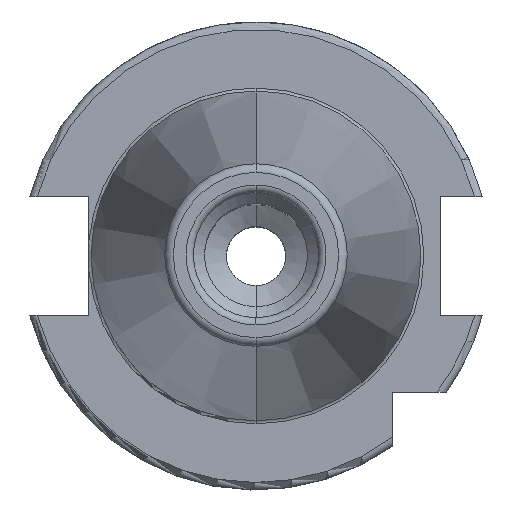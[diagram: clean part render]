
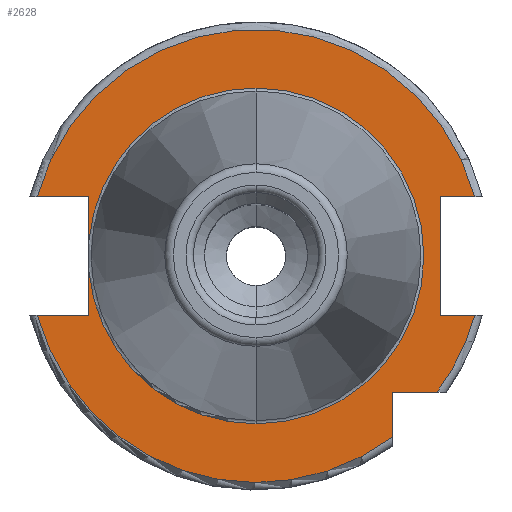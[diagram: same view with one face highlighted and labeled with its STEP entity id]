
A CAD part, top view. The second image highlights one B-rep face of the part: STEP entity #2628.
In plain terms, the highlighted planar face has unit normal (0, 0, 1).
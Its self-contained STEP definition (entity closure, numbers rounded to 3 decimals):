
#635=CARTESIAN_POINT('',(0,0,15.9));
#636=DIRECTION('',(0,0,1));
#637=DIRECTION('',(0.965,0.262,0));
#638=AXIS2_PLACEMENT_3D('',#635,#636,#637);
#686=CARTESIAN_POINT('',(0,0,15.9));
#687=DIRECTION('',(0,0,1));
#688=DIRECTION('',(-0.965,-0.262,0));
#689=AXIS2_PLACEMENT_3D('',#686,#687,#688);
#702=DIRECTION('',(1,0,0));
#703=VECTOR('',#702,7.004);
#704=CARTESIAN_POINT('',(-29.704,-8.05,15.9));
#705=LINE('',#704,#703);
#706=DIRECTION('',(0,1,0));
#707=VECTOR('',#706,5.917);
#708=CARTESIAN_POINT('',(-22.7,-8.05,15.9));
#709=LINE('',#708,#707);
#710=DIRECTION('',(0,1,0));
#711=VECTOR('',#710,5.917);
#712=CARTESIAN_POINT('',(-22.7,2.133,15.9));
#713=LINE('',#712,#711);
#714=DIRECTION('',(1,0,0));
#715=VECTOR('',#714,7.004);
#716=CARTESIAN_POINT('',(-29.704,8.05,15.9));
#717=LINE('',#716,#715);
#718=DIRECTION('',(-1,0,0));
#719=VECTOR('',#718,4.704);
#720=CARTESIAN_POINT('',(29.704,8.05,15.9));
#721=LINE('',#720,#719);
#722=DIRECTION('',(0,-1,0));
#723=VECTOR('',#722,16.1);
#724=CARTESIAN_POINT('',(25,8.05,15.9));
#725=LINE('',#724,#723);
#726=DIRECTION('',(-1,0,0));
#727=VECTOR('',#726,4.704);
#728=CARTESIAN_POINT('',(29.704,-8.05,15.9));
#729=LINE('',#728,#727);
#730=CARTESIAN_POINT('',(0,0,15.9));
#731=DIRECTION('',(0,0,1));
#732=DIRECTION('',(0.799,-0.601,0));
#733=AXIS2_PLACEMENT_3D('',#730,#731,#732);
#735=DIRECTION('',(-1,0,0));
#736=VECTOR('',#735,6.094);
#737=CARTESIAN_POINT('',(24.594,-18.5,15.9));
#738=LINE('',#737,#736);
#739=DIRECTION('',(0,1,0));
#740=VECTOR('',#739,6.094);
#741=CARTESIAN_POINT('',(18.5,-24.594,15.9));
#742=LINE('',#741,#740);
#753=CARTESIAN_POINT('',(0,0,15.9));
#754=DIRECTION('',(0,0,1));
#755=DIRECTION('',(0,1,0));
#756=AXIS2_PLACEMENT_3D('',#753,#754,#755);
#768=CARTESIAN_POINT('',(0,0,15.9));
#769=DIRECTION('',(0,0,1));
#770=DIRECTION('',(-0.996,-0.094,0));
#771=AXIS2_PLACEMENT_3D('',#768,#769,#770);
#773=CARTESIAN_POINT('',(0,0,15.9));
#774=DIRECTION('',(0,0,-1));
#775=DIRECTION('',(0,1,0));
#776=AXIS2_PLACEMENT_3D('',#773,#774,#775);
#1602=CARTESIAN_POINT('',(0,22.8,15.9));
#1604=VERTEX_POINT('',#1602);
#1624=CARTESIAN_POINT('',(0,-22.8,15.9));
#1626=VERTEX_POINT('',#1624);
#1772=CARTESIAN_POINT('',(-29.704,-8.05,15.9));
#1773=CARTESIAN_POINT('',(-22.7,-8.05,15.9));
#1774=VERTEX_POINT('',#1772);
#1775=VERTEX_POINT('',#1773);
#1776=CARTESIAN_POINT('',(-22.7,-2.133,15.9));
#1777=VERTEX_POINT('',#1776);
#1778=CARTESIAN_POINT('',(-22.7,2.133,15.9));
#1779=CARTESIAN_POINT('',(-22.7,8.05,15.9));
#1780=VERTEX_POINT('',#1778);
#1781=VERTEX_POINT('',#1779);
#1782=CARTESIAN_POINT('',(-29.704,8.05,15.9));
#1783=VERTEX_POINT('',#1782);
#1784=CARTESIAN_POINT('',(25,8.05,15.9));
#1785=CARTESIAN_POINT('',(25,-8.05,15.9));
#1786=VERTEX_POINT('',#1784);
#1787=VERTEX_POINT('',#1785);
#1788=CARTESIAN_POINT('',(29.704,-8.05,15.9));
#1789=VERTEX_POINT('',#1788);
#1790=CARTESIAN_POINT('',(29.704,8.05,15.9));
#1791=VERTEX_POINT('',#1790);
#1792=CARTESIAN_POINT('',(18.5,-24.594,15.9));
#1793=CARTESIAN_POINT('',(18.5,-18.5,15.9));
#1794=VERTEX_POINT('',#1792);
#1795=VERTEX_POINT('',#1793);
#1796=CARTESIAN_POINT('',(24.594,-18.5,15.9));
#1797=VERTEX_POINT('',#1796);
#2601=CARTESIAN_POINT('',(0,0,15.9));
#2602=DIRECTION('',(0,0,-1));
#2603=DIRECTION('',(0,-1,0));
#2604=AXIS2_PLACEMENT_3D('',#2601,#2602,#2603);
#2605=PLANE('',#2604);
#2606=ORIENTED_EDGE('',*,*,#2060,.T.);
#2607=ORIENTED_EDGE('',*,*,#2098,.T.);
#2609=ORIENTED_EDGE('',*,*,#2608,.T.);
#2611=ORIENTED_EDGE('',*,*,#2610,.F.);
#2613=ORIENTED_EDGE('',*,*,#2612,.T.);
#2614=ORIENTED_EDGE('',*,*,#2094,.T.);
#2615=ORIENTED_EDGE('',*,*,#2131,.F.);
#2616=ORIENTED_EDGE('',*,*,#2579,.F.);
#2618=ORIENTED_EDGE('',*,*,#2617,.T.);
#2620=ORIENTED_EDGE('',*,*,#2619,.T.);
#2621=ORIENTED_EDGE('',*,*,#2010,.F.);
#2622=ORIENTED_EDGE('',*,*,#2569,.F.);
#2623=ORIENTED_EDGE('',*,*,#2184,.T.);
#2624=ORIENTED_EDGE('',*,*,#2235,.F.);
#2625=ORIENTED_EDGE('',*,*,#2595,.F.);
#2626=EDGE_LOOP('',(#2606,#2607,#2609,#2611,#2613,#2614,#2615,#2616,#2618,#2620,
#2621,#2622,#2623,#2624,#2625));
#2627=FACE_OUTER_BOUND('',#2626,.F.);
#2628=ADVANCED_FACE('',(#2627),#2605,.F.);
#639=CIRCLE('',#638,30.775);
#690=CIRCLE('',#689,30.775);
#734=CIRCLE('',#733,30.775);
#757=CIRCLE('',#756,22.8);
#772=CIRCLE('',#771,22.8);
#777=CIRCLE('',#776,22.8);
#2010=EDGE_CURVE('',#1789,#1787,#729,.T.);
#2060=EDGE_CURVE('',#1774,#1775,#705,.T.);
#2094=EDGE_CURVE('',#1780,#1781,#713,.T.);
#2098=EDGE_CURVE('',#1775,#1777,#709,.T.);
#2131=EDGE_CURVE('',#1783,#1781,#717,.T.);
#2184=EDGE_CURVE('',#1797,#1795,#738,.T.);
#2235=EDGE_CURVE('',#1794,#1795,#742,.T.);
#2569=EDGE_CURVE('',#1797,#1789,#734,.T.);
#2579=EDGE_CURVE('',#1791,#1783,#639,.T.);
#2595=EDGE_CURVE('',#1774,#1794,#690,.T.);
#2608=EDGE_CURVE('',#1777,#1626,#772,.T.);
#2610=EDGE_CURVE('',#1604,#1626,#777,.T.);
#2612=EDGE_CURVE('',#1604,#1780,#757,.T.);
#2617=EDGE_CURVE('',#1791,#1786,#721,.T.);
#2619=EDGE_CURVE('',#1786,#1787,#725,.T.);
